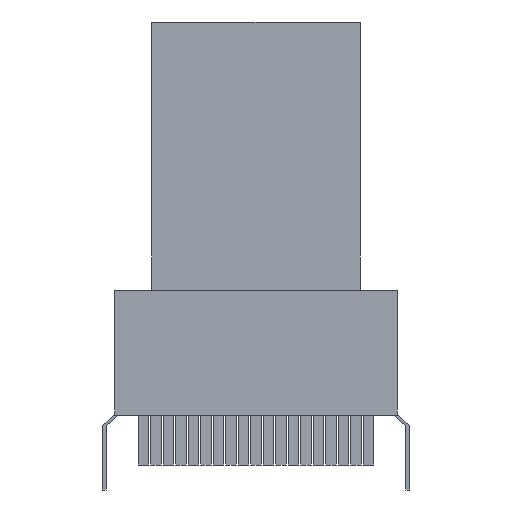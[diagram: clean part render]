
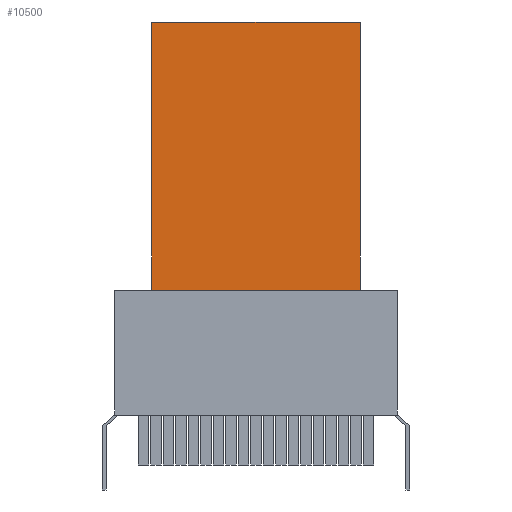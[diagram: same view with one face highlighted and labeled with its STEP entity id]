
A CAD part, front view. The second image highlights one B-rep face of the part: STEP entity #10500.
In plain terms, the highlighted planar face has unit normal (0, -1, 0).
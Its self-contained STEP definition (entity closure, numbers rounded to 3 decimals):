
#717 = DIRECTION ( 'NONE',  ( 0., 0., -1. ) ) ;
#1064 = DIRECTION ( 'NONE',  ( 0., 0., 1. ) ) ;
#1167 = DIRECTION ( 'NONE',  ( 1., 0., 0. ) ) ;
#2194 = CARTESIAN_POINT ( 'NONE',  ( 2.915, -1.1, 3.5 ) ) ;
#2303 = DIRECTION ( 'NONE',  ( 0., 0., 1. ) ) ;
#2388 = PLANE ( 'NONE',  #9933 ) ;
#3579 = VECTOR ( 'NONE', #717, 1000. ) ;
#4089 = LINE ( 'NONE', #5566, #4671 ) ;
#4671 = VECTOR ( 'NONE', #1064, 1000. ) ;
#4847 = VERTEX_POINT ( 'NONE', #2194 ) ;
#5314 = ORIENTED_EDGE ( 'NONE', *, *, #5446, .F. ) ;
#5446 = EDGE_CURVE ( 'NONE', #18116, #4847, #16407, .T. ) ;
#5566 = CARTESIAN_POINT ( 'NONE',  ( -2.915, -1.1, 3.5 ) ) ;
#5760 = VERTEX_POINT ( 'NONE', #10659 ) ;
#6364 = LINE ( 'NONE', #13607, #9622 ) ;
#6929 = EDGE_CURVE ( 'NONE', #5760, #15037, #4089, .T. ) ;
#6976 = EDGE_LOOP ( 'NONE', ( #5314, #9268, #15947, #17833 ) ) ;
#7300 = VECTOR ( 'NONE', #1167, 1000. ) ;
#9268 = ORIENTED_EDGE ( 'NONE', *, *, #12223, .F. ) ;
#9536 = DIRECTION ( 'NONE',  ( -1., 0., 0. ) ) ;
#9622 = VECTOR ( 'NONE', #9536, 1000. ) ;
#9933 = AXIS2_PLACEMENT_3D ( 'NONE', #11277, #15164, #2303 ) ;
#10500 = ADVANCED_FACE ( 'NONE', ( #12689 ), #2388, .F. ) ;
#10659 = CARTESIAN_POINT ( 'NONE',  ( -2.915, -1.1, 3.5 ) ) ;
#10930 = EDGE_CURVE ( 'NONE', #4847, #5760, #6364, .T. ) ;
#11277 = CARTESIAN_POINT ( 'NONE',  ( -2.915, -1.1, 3.5 ) ) ;
#12223 = EDGE_CURVE ( 'NONE', #15037, #18116, #15199, .T. ) ;
#12689 = FACE_OUTER_BOUND ( 'NONE', #6976, .T. ) ;
#13589 = CARTESIAN_POINT ( 'NONE',  ( 2.915, -1.1, 3.5 ) ) ;
#13607 = CARTESIAN_POINT ( 'NONE',  ( -2.915, -1.1, 3.5 ) ) ;
#14512 = CARTESIAN_POINT ( 'NONE',  ( -2.915, -1.1, 11. ) ) ;
#15037 = VERTEX_POINT ( 'NONE', #14512 ) ;
#15164 = DIRECTION ( 'NONE',  ( 0., 1., 0. ) ) ;
#15199 = LINE ( 'NONE', #15848, #7300 ) ;
#15848 = CARTESIAN_POINT ( 'NONE',  ( -2.915, -1.1, 11. ) ) ;
#15947 = ORIENTED_EDGE ( 'NONE', *, *, #6929, .F. ) ;
#16407 = LINE ( 'NONE', #13589, #3579 ) ;
#17833 = ORIENTED_EDGE ( 'NONE', *, *, #10930, .F. ) ;
#17940 = CARTESIAN_POINT ( 'NONE',  ( 2.915, -1.1, 11. ) ) ;
#18116 = VERTEX_POINT ( 'NONE', #17940 ) ;
